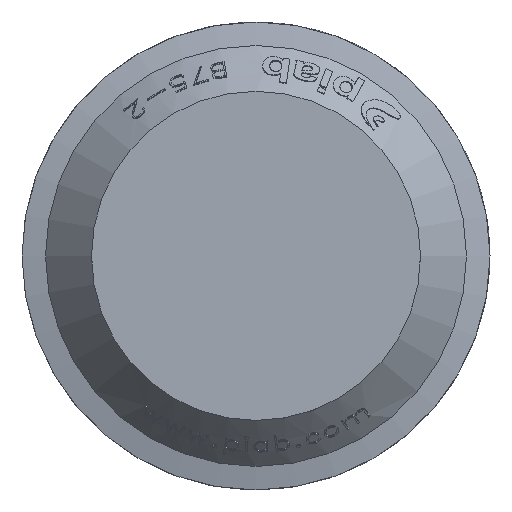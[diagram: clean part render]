
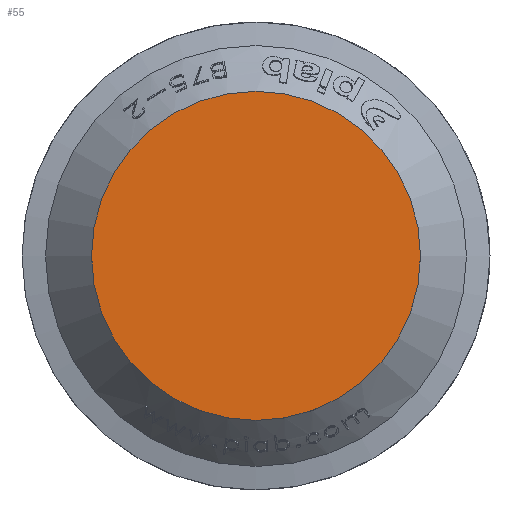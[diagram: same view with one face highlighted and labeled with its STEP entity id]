
A CAD part, top view. The second image highlights one B-rep face of the part: STEP entity #55.
In plain terms, the highlighted planar face has unit normal (0, 0, 1).
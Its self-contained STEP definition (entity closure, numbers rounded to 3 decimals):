
#55 = ADVANCED_FACE( '', ( #614 ), #615, .F. );
#614 = FACE_OUTER_BOUND( '', #1841, .T. );
#615 = PLANE( '', #1842 );
#1841 = EDGE_LOOP( '', ( #4561 ) );
#1842 = AXIS2_PLACEMENT_3D( '', #4562, #4563, #4564 );
#4561 = ORIENTED_EDGE( '', *, *, #8869, .F. );
#4562 = CARTESIAN_POINT( '', ( 0., -7.5, 0. ) );
#4563 = DIRECTION( '', ( 0., 0., -1. ) );
#4564 = DIRECTION( '', ( -1., 0., 0. ) );
#8869 = EDGE_CURVE( '', #10431, #10431, #10432, .T. );
#10431 = VERTEX_POINT( '', #13231 );
#10432 = CIRCLE( '', #13232, 29.879 );
#13231 = CARTESIAN_POINT( '', ( 0., 29.879, 0. ) );
#13232 = AXIS2_PLACEMENT_3D( '', #19266, #19267, #19268 );
#19266 = CARTESIAN_POINT( '', ( 0., 0., 0. ) );
#19267 = DIRECTION( '', ( 0., 0., -1. ) );
#19268 = DIRECTION( '', ( 0., 1., 0. ) );
